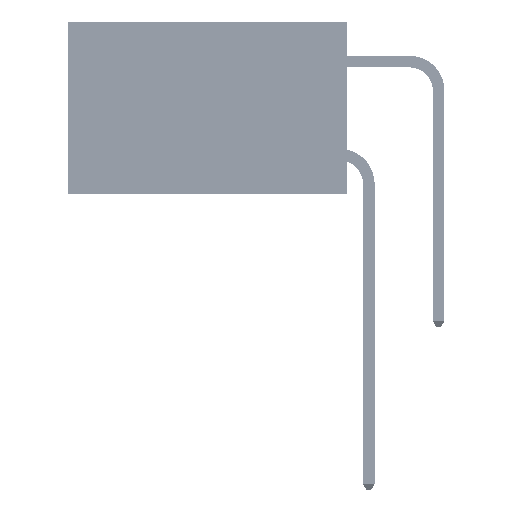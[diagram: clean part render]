
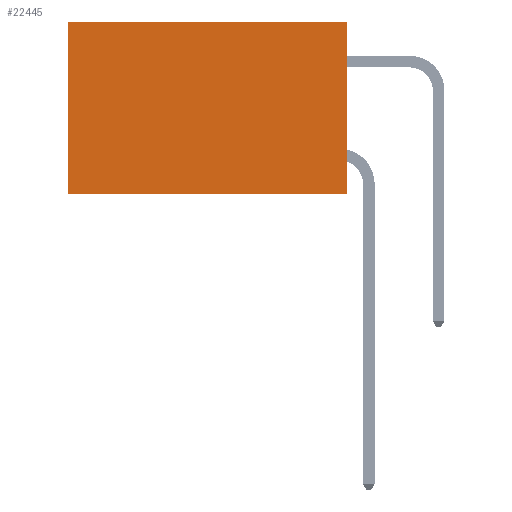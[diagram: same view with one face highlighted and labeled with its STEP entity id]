
A CAD part, left-side view. The second image highlights one B-rep face of the part: STEP entity #22445.
In plain terms, the highlighted planar face has unit normal (-1, 0, 0).
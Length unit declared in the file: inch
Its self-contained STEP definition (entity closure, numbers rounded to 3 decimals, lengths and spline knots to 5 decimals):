
#685 = ORIENTED_EDGE ( 'NONE', *, *, #21905, .F. ) ;
#4279 = VECTOR ( 'NONE', #17393, 39.37008 ) ;
#5995 = CARTESIAN_POINT ( 'NONE',  ( 0.2875, 0., -0.37 ) ) ;
#6188 = DIRECTION ( 'NONE',  ( 0., 1., 0. ) ) ;
#6738 = CARTESIAN_POINT ( 'NONE',  ( 0.2875, 0., 0. ) ) ;
#7857 = EDGE_LOOP ( 'NONE', ( #23576, #19165, #685, #17108 ) ) ;
#10405 = DIRECTION ( 'NONE',  ( 0., 0., -1. ) ) ;
#13157 = EDGE_CURVE ( 'NONE', #35698, #16704, #45462, .T. ) ;
#13575 = CARTESIAN_POINT ( 'NONE',  ( 0.2875, 0., 0. ) ) ;
#13776 = PLANE ( 'NONE',  #31027 ) ;
#14796 = CARTESIAN_POINT ( 'NONE',  ( 0.2875, 0.6, -0.37 ) ) ;
#16074 = VERTEX_POINT ( 'NONE', #25197 ) ;
#16704 = VERTEX_POINT ( 'NONE', #14796 ) ;
#16923 = CARTESIAN_POINT ( 'NONE',  ( 0.2875, 0.6, 0. ) ) ;
#17065 = CARTESIAN_POINT ( 'NONE',  ( 0.2875, 0., 0. ) ) ;
#17108 = ORIENTED_EDGE ( 'NONE', *, *, #30215, .T. ) ;
#17393 = DIRECTION ( 'NONE',  ( 0., 0., -1. ) ) ;
#17838 = VECTOR ( 'NONE', #35617, 39.37008 ) ;
#18793 = VECTOR ( 'NONE', #6188, 39.37008 ) ;
#19165 = ORIENTED_EDGE ( 'NONE', *, *, #46532, .F. ) ;
#21606 = DIRECTION ( 'NONE',  ( 1., 0., 0. ) ) ;
#21905 = EDGE_CURVE ( 'NONE', #32949, #16074, #46419, .T. ) ;
#22445 = ADVANCED_FACE ( 'NONE', ( #31447 ), #13776, .F. ) ;
#23156 = LINE ( 'NONE', #5995, #38013 ) ;
#23576 = ORIENTED_EDGE ( 'NONE', *, *, #13157, .T. ) ;
#25028 = CARTESIAN_POINT ( 'NONE',  ( 0.2875, 0.6, 0. ) ) ;
#25197 = CARTESIAN_POINT ( 'NONE',  ( 0.2875, 0., -0.37 ) ) ;
#30215 = EDGE_CURVE ( 'NONE', #32949, #35698, #33017, .T. ) ;
#31027 = AXIS2_PLACEMENT_3D ( 'NONE', #6738, #21606, #10405 ) ;
#31447 = FACE_OUTER_BOUND ( 'NONE', #7857, .T. ) ;
#32949 = VERTEX_POINT ( 'NONE', #35067 ) ;
#33017 = LINE ( 'NONE', #17065, #18793 ) ;
#35067 = CARTESIAN_POINT ( 'NONE',  ( 0.2875, 0., 0. ) ) ;
#35617 = DIRECTION ( 'NONE',  ( 0., 0., -1. ) ) ;
#35698 = VERTEX_POINT ( 'NONE', #25028 ) ;
#38013 = VECTOR ( 'NONE', #38901, 39.37008 ) ;
#38901 = DIRECTION ( 'NONE',  ( 0., 1., 0. ) ) ;
#45462 = LINE ( 'NONE', #16923, #4279 ) ;
#46419 = LINE ( 'NONE', #13575, #17838 ) ;
#46532 = EDGE_CURVE ( 'NONE', #16074, #16704, #23156, .T. ) ;
